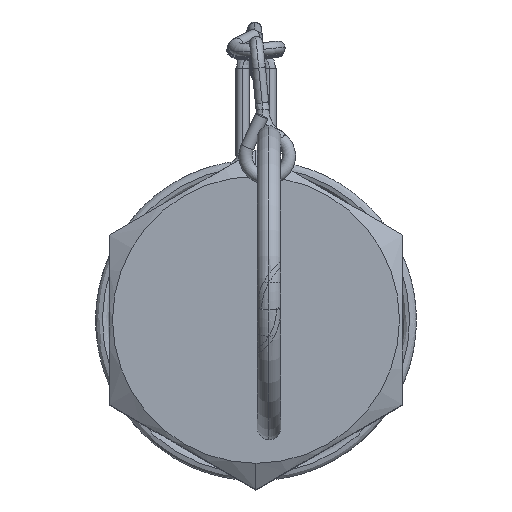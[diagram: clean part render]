
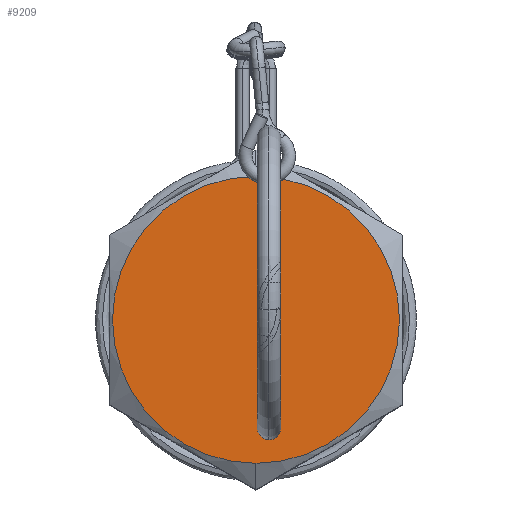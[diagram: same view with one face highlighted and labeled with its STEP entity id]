
A CAD part, top view. The second image highlights one B-rep face of the part: STEP entity #9209.
In plain terms, the highlighted planar face has unit normal (0, 0, 1).
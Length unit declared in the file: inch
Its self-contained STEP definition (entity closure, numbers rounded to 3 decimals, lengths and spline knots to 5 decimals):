
#683 = CARTESIAN_POINT ( 'NONE',  ( 0., 0., 1.5 ) ) ;
#805 = AXIS2_PLACEMENT_3D ( 'NONE', #683, #1979, #3330 ) ;
#1335 = CARTESIAN_POINT ( 'NONE',  ( 0., 0., 1.5 ) ) ;
#1752 = EDGE_CURVE ( 'NONE', #7340, #10819, #7737, .T. ) ;
#1979 = DIRECTION ( 'NONE',  ( 0., 0., -1. ) ) ;
#2580 = DIRECTION ( 'NONE',  ( 0., 0., -1. ) ) ;
#2892 = AXIS2_PLACEMENT_3D ( 'NONE', #3154, #13358, #5648 ) ;
#3154 = CARTESIAN_POINT ( 'NONE',  ( 0., 0.79386, 1.5 ) ) ;
#3330 = DIRECTION ( 'NONE',  ( 0., 1., 0. ) ) ;
#4025 = AXIS2_PLACEMENT_3D ( 'NONE', #1335, #2580, #7545 ) ;
#4388 = PLANE ( 'NONE',  #2892 ) ;
#5648 = DIRECTION ( 'NONE',  ( 1., 0., 0. ) ) ;
#7340 = VERTEX_POINT ( 'NONE', #10004 ) ;
#7545 = DIRECTION ( 'NONE',  ( 0., 1., 0. ) ) ;
#7583 = EDGE_CURVE ( 'NONE', #10819, #7340, #11384, .T. ) ;
#7737 = CIRCLE ( 'NONE', #4025, 0.67125 ) ;
#9209 = ADVANCED_FACE ( 'NONE', ( #13937 ), #4388, .T. ) ;
#10004 = CARTESIAN_POINT ( 'NONE',  ( 0., 0.67125, 1.5 ) ) ;
#10603 = ORIENTED_EDGE ( 'NONE', *, *, #7583, .F. ) ;
#10819 = VERTEX_POINT ( 'NONE', #15205 ) ;
#11044 = ORIENTED_EDGE ( 'NONE', *, *, #1752, .F. ) ;
#11384 = CIRCLE ( 'NONE', #805, 0.67125 ) ;
#11407 = EDGE_LOOP ( 'NONE', ( #11044, #10603 ) ) ;
#13358 = DIRECTION ( 'NONE',  ( 0., 0., 1. ) ) ;
#13937 = FACE_OUTER_BOUND ( 'NONE', #11407, .T. ) ;
#15205 = CARTESIAN_POINT ( 'NONE',  ( 0., -0.67125, 1.5 ) ) ;
